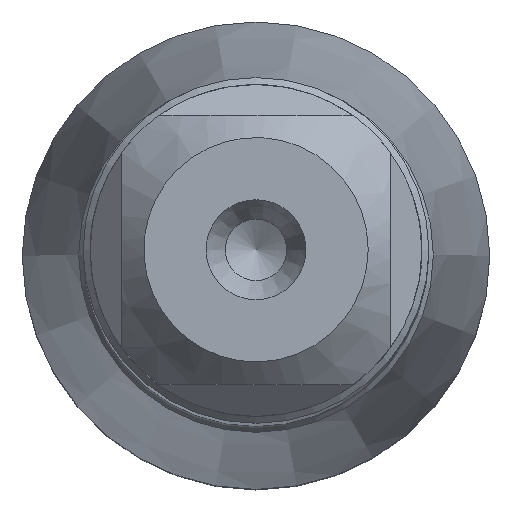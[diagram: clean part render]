
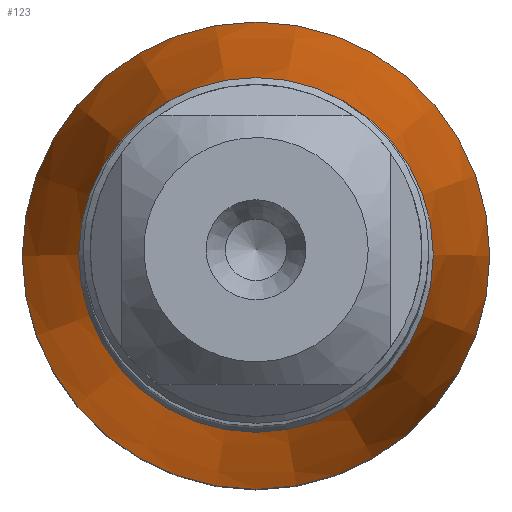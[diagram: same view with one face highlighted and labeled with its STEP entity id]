
A CAD part, top view. The second image highlights one B-rep face of the part: STEP entity #123.
In plain terms, the highlighted conical face has half-angle 8 degrees and reference radius 4.615 mm.
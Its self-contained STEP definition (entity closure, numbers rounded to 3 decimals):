
#123=ADVANCED_FACE('',(#160,#161),#134,.T.);
#134=CONICAL_SURFACE('',#486,4.615,8.);
#160=FACE_BOUND('',#205,.T.);
#161=FACE_BOUND('',#206,.T.);
#205=EDGE_LOOP('',(#287));
#206=EDGE_LOOP('',(#288));
#287=ORIENTED_EDGE('',*,*,#369,.F.);
#288=ORIENTED_EDGE('',*,*,#370,.T.);
#327=VERTEX_POINT('',#761);
#328=VERTEX_POINT('',#764);
#369=EDGE_CURVE('',#327,#327,#390,.T.);
#370=EDGE_CURVE('',#328,#328,#391,.T.);
#390=CIRCLE('',#483,4.615);
#391=CIRCLE('',#485,6.084);
#483=AXIS2_PLACEMENT_3D('',#760,#594,#595);
#485=AXIS2_PLACEMENT_3D('',#763,#598,#599);
#486=AXIS2_PLACEMENT_3D('',#765,#600,#601);
#594=DIRECTION('',(0.,0.,1.));
#595=DIRECTION('',(1.,0.,0.));
#598=DIRECTION('',(0.,0.,1.));
#599=DIRECTION('',(-1.,0.,0.));
#600=DIRECTION('',(0.,0.,-1.));
#601=DIRECTION('',(-1.,0.,0.));
#760=CARTESIAN_POINT('',(0.,0.,-79.));
#761=CARTESIAN_POINT('',(4.615,0.,-79.));
#763=CARTESIAN_POINT('',(0.,0.,-89.447));
#764=CARTESIAN_POINT('',(-6.084,0.,-89.447));
#765=CARTESIAN_POINT('',(0.,0.,-79.));
